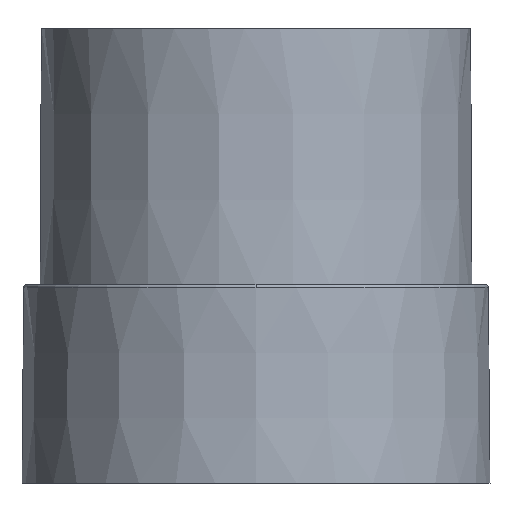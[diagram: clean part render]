
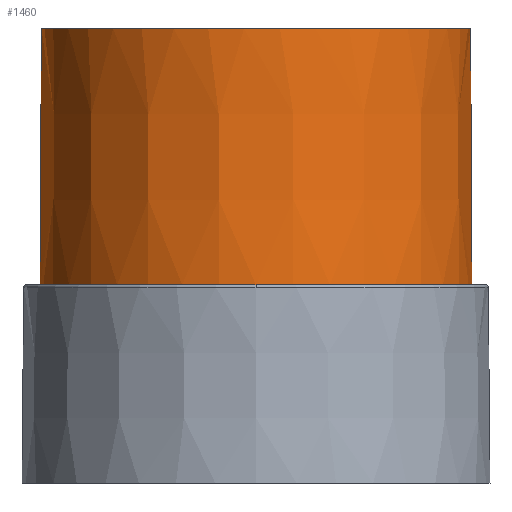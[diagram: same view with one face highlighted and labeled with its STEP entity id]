
A CAD part, front view. The second image highlights one B-rep face of the part: STEP entity #1460.
In plain terms, the highlighted conical face has half-angle 0.3 degrees and reference radius 48.45 mm.
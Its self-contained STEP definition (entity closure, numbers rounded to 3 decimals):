
#1010=CARTESIAN_POINT('',(-252.029,-131.37,1502.889
));
#1020=DIRECTION('',(0.,-1.,0.));
#1030=DIRECTION('',(-1.,0.,0.));
#1040=AXIS2_PLACEMENT_3D('',#1010,#1020,#1030);
#1050=CONICAL_SURFACE('',#1040,48.45,0.005);
#1060=CARTESIAN_POINT('',(-203.579,-131.37,1502.889
));
#1070=DIRECTION('',(0.005,-1.,0.));
#1080=VECTOR('',#1070,9253.311);
#1090=LINE('',#1060,#1080);
#1100=CARTESIAN_POINT('',(-203.88,-73.87,
1502.889));
#1110=VERTEX_POINT('',#1100);
#1120=CARTESIAN_POINT('',(-203.579,-131.37,
1502.889));
#1130=VERTEX_POINT('',#1120);
#1140=EDGE_CURVE('',#1110,#1130,#1090,.T.);
#1150=ORIENTED_EDGE('',*,*,#1140,.F.);
#1160=CARTESIAN_POINT('',(-252.029,-131.37,1502.889
));
#1170=DIRECTION('',(0.,1.,0.));
#1180=DIRECTION('',(1.,0.,0.));
#1190=AXIS2_PLACEMENT_3D('',#1160,#1170,#1180);
#1200=CIRCLE('',#1190,48.45);
#1210=CARTESIAN_POINT('',(-300.479,-131.37,
1502.889));
#1220=VERTEX_POINT('',#1210);
#1230=EDGE_CURVE('',#1220,#1130,#1200,.T.);
#1240=ORIENTED_EDGE('',*,*,#1230,.T.);
#1250=CARTESIAN_POINT('',(-300.479,-131.37,1502.889
));
#1260=DIRECTION('',(-0.005,-1.,0.));
#1270=VECTOR('',#1260,9253.311);
#1280=LINE('',#1250,#1270);
#1290=CARTESIAN_POINT('',(-300.178,-73.87,
1502.889));
#1300=VERTEX_POINT('',#1290);
#1310=EDGE_CURVE('',#1300,#1220,#1280,.T.);
#1320=ORIENTED_EDGE('',*,*,#1310,.T.);
#1330=CARTESIAN_POINT('',(-252.029,-73.87,
1502.889));
#1340=DIRECTION('',(0.,-1.,0.));
#1350=DIRECTION('',(-1.,0.,0.));
#1360=AXIS2_PLACEMENT_3D('',#1330,#1340,#1350);
#1370=CIRCLE('',#1360,48.149);
#1380=CARTESIAN_POINT('',(-217.983,-73.87,
1536.935));
#1390=VERTEX_POINT('',#1380);
#1400=EDGE_CURVE('',#1390,#1300,#1370,.T.);
#1410=ORIENTED_EDGE('',*,*,#1400,.T.);
#1420=EDGE_CURVE('',#1110,#1390,#1370,.T.);
#1430=ORIENTED_EDGE('',*,*,#1420,.T.);
#1440=EDGE_LOOP('',(#1430,#1410,#1320,#1240,#1150));
#1450=FACE_OUTER_BOUND('',#1440,.T.);
#1460=ADVANCED_FACE('',(#1450),#1050,.T.);
